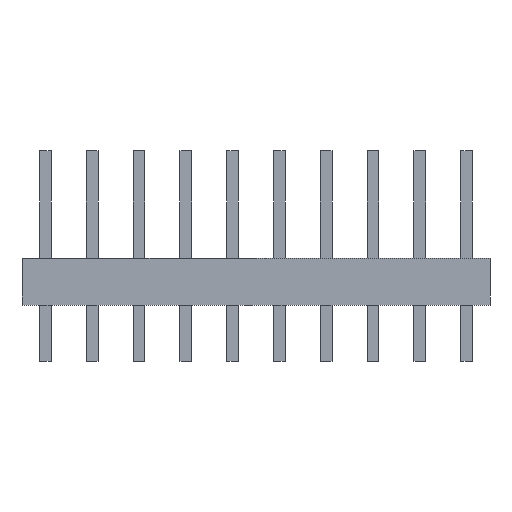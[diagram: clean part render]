
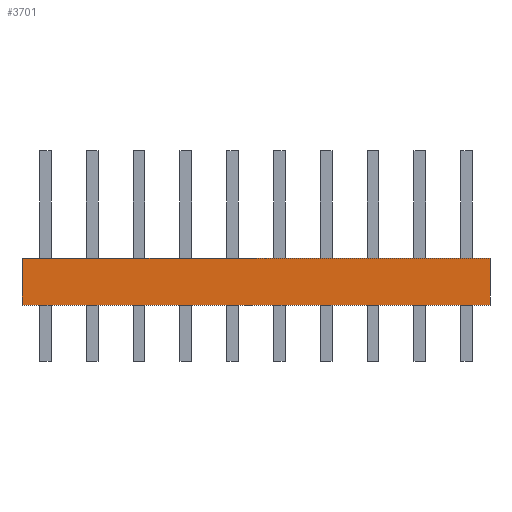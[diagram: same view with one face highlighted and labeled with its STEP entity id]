
A CAD part, front view. The second image highlights one B-rep face of the part: STEP entity #3701.
In plain terms, the highlighted planar face has unit normal (0, -1, 0).
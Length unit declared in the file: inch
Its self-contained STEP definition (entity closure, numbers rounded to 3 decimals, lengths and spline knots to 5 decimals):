
#255=FACE_OUTER_BOUND('',#461,.T.);
#461=EDGE_LOOP('',(#3111,#3112,#3113,#3114));
#987=LINE('',#5837,#1479);
#988=LINE('',#5839,#1480);
#989=LINE('',#5841,#1481);
#990=LINE('',#5842,#1482);
#1479=VECTOR('',#4811,0.3937);
#1480=VECTOR('',#4812,0.3937);
#1481=VECTOR('',#4813,0.3937);
#1482=VECTOR('',#4814,0.3937);
#1811=VERTEX_POINT('',#5835);
#1812=VERTEX_POINT('',#5836);
#1813=VERTEX_POINT('',#5838);
#1814=VERTEX_POINT('',#5840);
#2299=EDGE_CURVE('',#1811,#1812,#987,.T.);
#2300=EDGE_CURVE('',#1812,#1813,#988,.T.);
#2301=EDGE_CURVE('',#1814,#1813,#989,.T.);
#2302=EDGE_CURVE('',#1811,#1814,#990,.T.);
#3111=ORIENTED_EDGE('',*,*,#2299,.T.);
#3112=ORIENTED_EDGE('',*,*,#2300,.T.);
#3113=ORIENTED_EDGE('',*,*,#2301,.F.);
#3114=ORIENTED_EDGE('',*,*,#2302,.F.);
#3495=PLANE('',#3921);
#3701=ADVANCED_FACE('',(#255),#3495,.T.);
#3921=AXIS2_PLACEMENT_3D('',#5834,#4809,#4810);
#4809=DIRECTION('center_axis',(0.,-1.,0.));
#4810=DIRECTION('ref_axis',(1.,0.,0.));
#4811=DIRECTION('',(1.,0.,0.));
#4812=DIRECTION('',(0.,0.,1.));
#4813=DIRECTION('',(1.,0.,0.));
#4814=DIRECTION('',(0.,0.,1.));
#5834=CARTESIAN_POINT('Origin',(-0.05,-0.05,0.));
#5835=CARTESIAN_POINT('',(-0.05,-0.05,0.));
#5836=CARTESIAN_POINT('',(0.95,-0.05,0.));
#5837=CARTESIAN_POINT('',(-0.05,-0.05,0.));
#5838=CARTESIAN_POINT('',(0.95,-0.05,0.1));
#5839=CARTESIAN_POINT('',(0.95,-0.05,0.));
#5840=CARTESIAN_POINT('',(-0.05,-0.05,0.1));
#5841=CARTESIAN_POINT('',(-0.05,-0.05,0.1));
#5842=CARTESIAN_POINT('',(-0.05,-0.05,0.));
